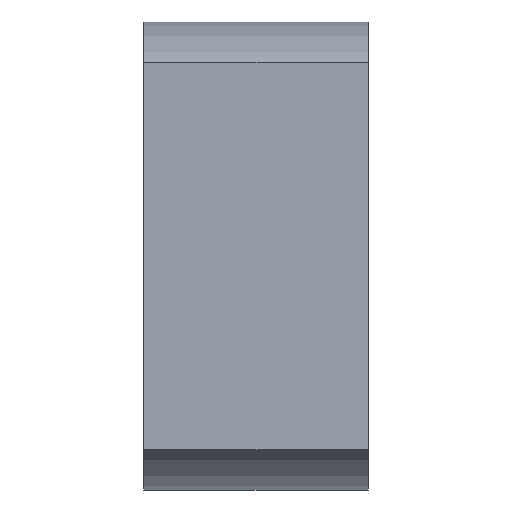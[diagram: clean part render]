
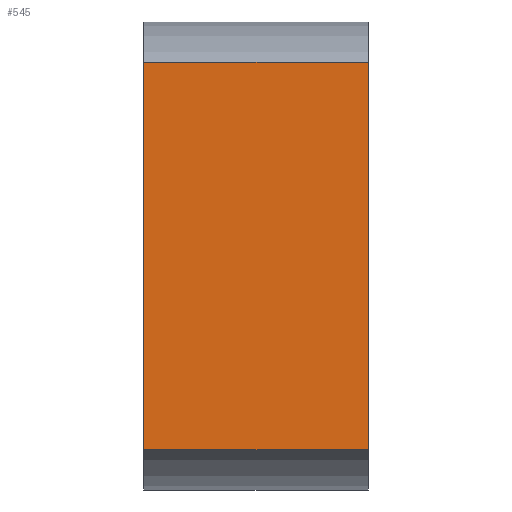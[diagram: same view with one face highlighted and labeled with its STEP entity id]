
A CAD part, left-side view. The second image highlights one B-rep face of the part: STEP entity #545.
In plain terms, the highlighted planar face has unit normal (-1, 0, 0).
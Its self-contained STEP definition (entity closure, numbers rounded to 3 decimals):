
#30=PLANE('',#617);
#58=FACE_OUTER_BOUND('',#90,.T.);
#90=EDGE_LOOP('',(#496,#497,#498,#499));
#131=LINE('',#927,#179);
#134=LINE('',#932,#182);
#137=LINE('',#938,#185);
#139=LINE('',#941,#187);
#179=VECTOR('',#766,10.);
#182=VECTOR('',#771,10.);
#185=VECTOR('',#776,10.);
#187=VECTOR('',#780,10.);
#265=VERTEX_POINT('',#924);
#266=VERTEX_POINT('',#926);
#267=VERTEX_POINT('',#930);
#269=VERTEX_POINT('',#936);
#339=EDGE_CURVE('',#266,#265,#131,.F.);
#342=EDGE_CURVE('',#265,#267,#134,.F.);
#345=EDGE_CURVE('',#267,#269,#137,.F.);
#347=EDGE_CURVE('',#269,#266,#139,.T.);
#496=ORIENTED_EDGE('',*,*,#342,.T.);
#497=ORIENTED_EDGE('',*,*,#345,.T.);
#498=ORIENTED_EDGE('',*,*,#347,.T.);
#499=ORIENTED_EDGE('',*,*,#339,.T.);
#545=ADVANCED_FACE('',(#58),#30,.T.);
#617=AXIS2_PLACEMENT_3D('',#942,#781,#782);
#766=DIRECTION('',(0.,0.,-1.));
#771=DIRECTION('',(0.,-1.,0.));
#776=DIRECTION('',(0.,0.,1.));
#780=DIRECTION('',(0.,-1.,0.));
#781=DIRECTION('center_axis',(-1.,0.,0.));
#782=DIRECTION('ref_axis',(0.,0.,1.));
#924=CARTESIAN_POINT('',(10.1,-5.765,19.85));
#926=CARTESIAN_POINT('',(10.1,-5.765,0.));
#927=CARTESIAN_POINT('',(10.1,-5.765,15.));
#930=CARTESIAN_POINT('',(10.1,5.765,19.85));
#932=CARTESIAN_POINT('',(10.1,2.957,19.85));
#936=CARTESIAN_POINT('',(10.1,5.765,0.));
#938=CARTESIAN_POINT('',(10.1,5.765,5.));
#941=CARTESIAN_POINT('',(10.1,0.,0.));
#942=CARTESIAN_POINT('Origin',(10.1,0.,10.));
